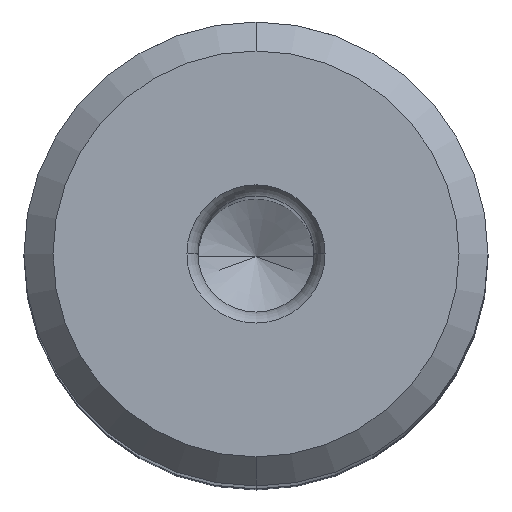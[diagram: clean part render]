
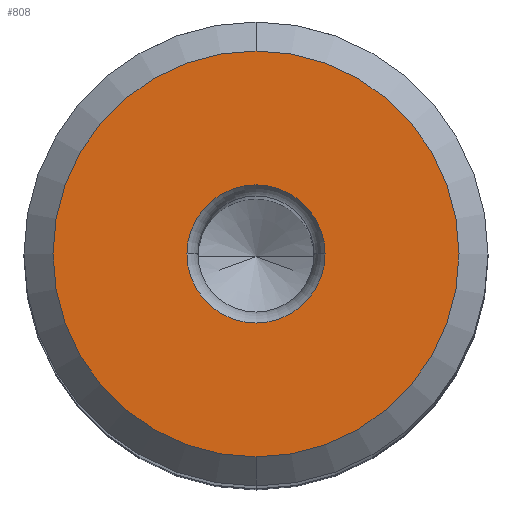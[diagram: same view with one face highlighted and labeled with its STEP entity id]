
A CAD part, top view. The second image highlights one B-rep face of the part: STEP entity #808.
In plain terms, the highlighted face is planar.
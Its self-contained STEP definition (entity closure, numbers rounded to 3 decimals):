
#238=CARTESIAN_POINT('',(0.,0.,0.));
#239=DIRECTION('',(0.,0.,-1.));
#240=DIRECTION('',(0.,1.,0.));
#241=AXIS2_PLACEMENT_3D('',#238,#239,#240);
#260=CARTESIAN_POINT('',(0.,0.,0.));
#261=DIRECTION('',(0.,0.,1.));
#262=DIRECTION('',(0.,1.,0.));
#263=AXIS2_PLACEMENT_3D('',#260,#261,#262);
#268=CARTESIAN_POINT('',(0.,0.,0.));
#269=DIRECTION('',(0.,0.,-1.));
#270=DIRECTION('',(1.,0.,0.));
#271=AXIS2_PLACEMENT_3D('',#268,#269,#270);
#276=CARTESIAN_POINT('',(0.,0.,0.));
#277=DIRECTION('',(0.,0.,-1.));
#278=DIRECTION('',(-1.,0.,0.));
#279=AXIS2_PLACEMENT_3D('',#276,#277,#278);
#558=CARTESIAN_POINT('',(0.,7.,0.));
#560=VERTEX_POINT('',#558);
#568=CARTESIAN_POINT('',(0.,-7.,0.));
#570=VERTEX_POINT('',#568);
#596=CARTESIAN_POINT('',(2.382,0.,0.));
#597=CARTESIAN_POINT('',(-2.382,0.,0.));
#598=VERTEX_POINT('',#596);
#599=VERTEX_POINT('',#597);
#793=CARTESIAN_POINT('',(0.,0.,0.));
#794=DIRECTION('',(0.,0.,-1.));
#795=DIRECTION('',(0.,-1.,0.));
#796=AXIS2_PLACEMENT_3D('',#793,#794,#795);
#797=PLANE('',#796);
#798=ORIENTED_EDGE('',*,*,#772,.F.);
#799=ORIENTED_EDGE('',*,*,#788,.T.);
#800=EDGE_LOOP('',(#798,#799));
#801=FACE_OUTER_BOUND('',#800,.F.);
#803=ORIENTED_EDGE('',*,*,#802,.T.);
#805=ORIENTED_EDGE('',*,*,#804,.T.);
#806=EDGE_LOOP('',(#803,#805));
#807=FACE_BOUND('',#806,.F.);
#808=ADVANCED_FACE('',(#801,#807),#797,.T.);
#242=CIRCLE('',#241,7.);
#264=CIRCLE('',#263,7.);
#272=CIRCLE('',#271,2.382);
#280=CIRCLE('',#279,2.382);
#772=EDGE_CURVE('',#560,#570,#242,.T.);
#788=EDGE_CURVE('',#560,#570,#264,.T.);
#802=EDGE_CURVE('',#598,#599,#272,.T.);
#804=EDGE_CURVE('',#599,#598,#280,.T.);
